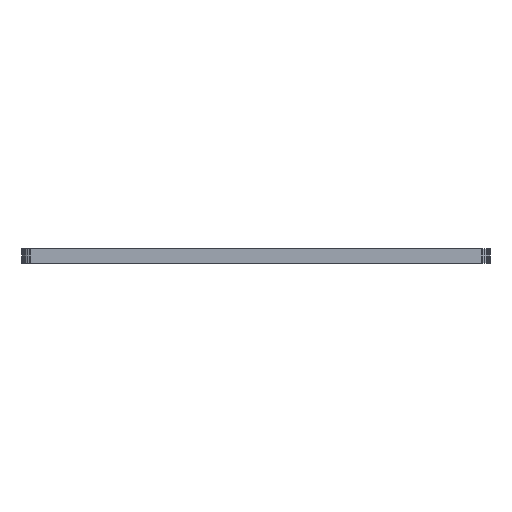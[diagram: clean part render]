
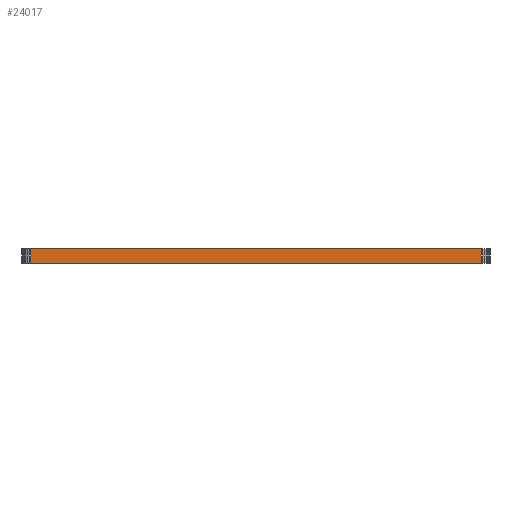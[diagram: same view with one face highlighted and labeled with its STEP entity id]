
A CAD part, left-side view. The second image highlights one B-rep face of the part: STEP entity #24017.
In plain terms, the highlighted planar face has unit normal (-1, 0, 0).
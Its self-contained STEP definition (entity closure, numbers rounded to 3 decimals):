
#278 = VERTEX_POINT('',#279);
#279 = CARTESIAN_POINT('',(109.767,-122.168,0.));
#285 = EDGE_CURVE('',#278,#286,#288,.T.);
#286 = VERTEX_POINT('',#287);
#287 = CARTESIAN_POINT('',(109.767,-70.828,0.));
#288 = LINE('',#289,#290);
#289 = CARTESIAN_POINT('',(109.767,-122.168,0.));
#290 = VECTOR('',#291,1.);
#291 = DIRECTION('',(0.,1.,0.));
#12074 = VERTEX_POINT('',#12075);
#12075 = CARTESIAN_POINT('',(109.767,-122.168,1.6));
#12081 = EDGE_CURVE('',#12074,#12082,#12084,.T.);
#12082 = VERTEX_POINT('',#12083);
#12083 = CARTESIAN_POINT('',(109.767,-70.828,1.6));
#12084 = LINE('',#12085,#12086);
#12085 = CARTESIAN_POINT('',(109.767,-122.168,1.6));
#12086 = VECTOR('',#12087,1.);
#12087 = DIRECTION('',(0.,1.,0.));
#23987 = EDGE_CURVE('',#286,#12082,#23988,.T.);
#23988 = LINE('',#23989,#23990);
#23989 = CARTESIAN_POINT('',(109.767,-70.828,0.));
#23990 = VECTOR('',#23991,1.);
#23991 = DIRECTION('',(0.,0.,1.));
#24017 = ADVANCED_FACE('',(#24018),#24029,.T.);
#24018 = FACE_BOUND('',#24019,.T.);
#24019 = EDGE_LOOP('',(#24020,#24026,#24027,#24028));
#24020 = ORIENTED_EDGE('',*,*,#24021,.T.);
#24021 = EDGE_CURVE('',#278,#12074,#24022,.T.);
#24022 = LINE('',#24023,#24024);
#24023 = CARTESIAN_POINT('',(109.767,-122.168,0.));
#24024 = VECTOR('',#24025,1.);
#24025 = DIRECTION('',(0.,0.,1.));
#24026 = ORIENTED_EDGE('',*,*,#12081,.T.);
#24027 = ORIENTED_EDGE('',*,*,#23987,.F.);
#24028 = ORIENTED_EDGE('',*,*,#285,.F.);
#24029 = PLANE('',#24030);
#24030 = AXIS2_PLACEMENT_3D('',#24031,#24032,#24033);
#24031 = CARTESIAN_POINT('',(109.767,-122.168,0.));
#24032 = DIRECTION('',(-1.,0.,0.));
#24033 = DIRECTION('',(0.,1.,0.));
